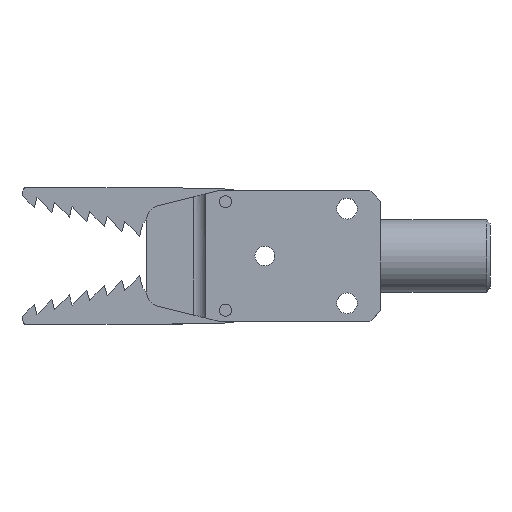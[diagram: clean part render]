
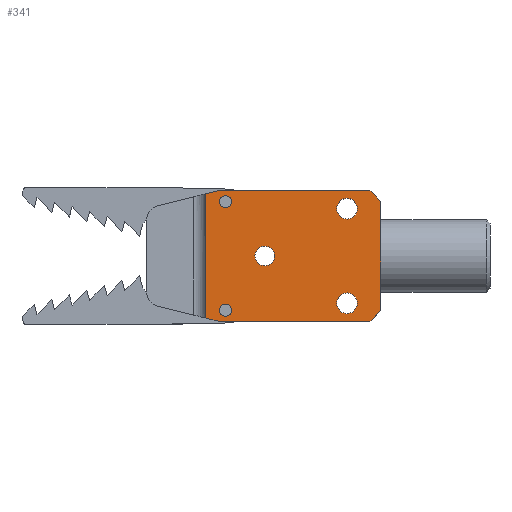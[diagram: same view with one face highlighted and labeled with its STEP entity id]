
A CAD part, top view. The second image highlights one B-rep face of the part: STEP entity #341.
In plain terms, the highlighted planar face has unit normal (0, 0, 1).
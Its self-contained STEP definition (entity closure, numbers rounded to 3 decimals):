
#341=ADVANCED_FACE('',(#708,#709,#710,#711,#712,#713),#714,.F.);
#708=FACE_BOUND('',#1908,.T.);
#709=FACE_BOUND('',#1909,.T.);
#710=FACE_BOUND('',#1910,.T.);
#711=FACE_BOUND('',#1911,.T.);
#712=FACE_BOUND('',#1912,.T.);
#713=FACE_OUTER_BOUND('',#1913,.T.);
#714=PLANE('',#1914);
#1908=EDGE_LOOP('',(#2510));
#1909=EDGE_LOOP('',(#2511));
#1910=EDGE_LOOP('',(#2512));
#1911=EDGE_LOOP('',(#2513));
#1912=EDGE_LOOP('',(#2514));
#1913=EDGE_LOOP('',(#2515,#2516,#2517,#2518,#2519,#2520,#2521,#2522,#2523));
#1914=AXIS2_PLACEMENT_3D('',#2524,#2525,#2526);
#2510=ORIENTED_EDGE('',*,*,#3309,.F.);
#2511=ORIENTED_EDGE('',*,*,#3310,.F.);
#2512=ORIENTED_EDGE('',*,*,#3311,.T.);
#2513=ORIENTED_EDGE('',*,*,#3312,.T.);
#2514=ORIENTED_EDGE('',*,*,#3313,.T.);
#2515=ORIENTED_EDGE('',*,*,#3314,.T.);
#2516=ORIENTED_EDGE('',*,*,#3315,.T.);
#2517=ORIENTED_EDGE('',*,*,#3316,.T.);
#2518=ORIENTED_EDGE('',*,*,#3317,.T.);
#2519=ORIENTED_EDGE('',*,*,#3318,.F.);
#2520=ORIENTED_EDGE('',*,*,#3319,.T.);
#2521=ORIENTED_EDGE('',*,*,#3320,.T.);
#2522=ORIENTED_EDGE('',*,*,#3321,.T.);
#2523=ORIENTED_EDGE('',*,*,#3322,.T.);
#2524=CARTESIAN_POINT('',(0.0,0.0,5.0));
#2525=DIRECTION('',(0.0,0.0,-1.0));
#2526=DIRECTION('',(0.0,-1.0,0.0));
#3309=EDGE_CURVE('',#3763,#3763,#3764,.F.);
#3310=EDGE_CURVE('',#3765,#3765,#3766,.F.);
#3311=EDGE_CURVE('',#3767,#3767,#3768,.T.);
#3312=EDGE_CURVE('',#3769,#3769,#3770,.T.);
#3313=EDGE_CURVE('',#3771,#3771,#3772,.T.);
#3314=EDGE_CURVE('',#3773,#3774,#3775,.T.);
#3315=EDGE_CURVE('',#3774,#3776,#3777,.T.);
#3316=EDGE_CURVE('',#3776,#3778,#3779,.T.);
#3317=EDGE_CURVE('',#3778,#3780,#3781,.T.);
#3318=EDGE_CURVE('',#3782,#3780,#3783,.T.);
#3319=EDGE_CURVE('',#3782,#3784,#3785,.T.);
#3320=EDGE_CURVE('',#3784,#3786,#3787,.T.);
#3321=EDGE_CURVE('',#3786,#3788,#3789,.T.);
#3322=EDGE_CURVE('',#3788,#3773,#3790,.T.);
#3763=VERTEX_POINT('',#4624);
#3764=CIRCLE('',#4625,0.825);
#3765=VERTEX_POINT('',#4626);
#3766=CIRCLE('',#4627,0.825);
#3767=VERTEX_POINT('',#4628);
#3768=CIRCLE('',#4629,1.425);
#3769=VERTEX_POINT('',#4630);
#3770=CIRCLE('',#4631,1.425);
#3771=VERTEX_POINT('',#4632);
#3772=CIRCLE('',#4633,1.35);
#3773=VERTEX_POINT('',#4634);
#3774=VERTEX_POINT('',#4635);
#3775=LINE('',#4636,#4637);
#3776=VERTEX_POINT('',#4638);
#3777=LINE('',#4639,#4640);
#3778=VERTEX_POINT('',#4641);
#3779=LINE('',#4642,#4643);
#3780=VERTEX_POINT('',#4644);
#3781=LINE('',#4645,#4646);
#3782=VERTEX_POINT('',#4647);
#3783=LINE('',#4648,#4649);
#3784=VERTEX_POINT('',#4650);
#3785=LINE('',#4651,#4652);
#3786=VERTEX_POINT('',#4653);
#3787=LINE('',#4654,#4655);
#3788=VERTEX_POINT('',#4656);
#3789=LINE('',#4657,#4658);
#3790=LINE('',#4659,#4660);
#4624=CARTESIAN_POINT('',(-9.975,7.45,5.0));
#4625=AXIS2_PLACEMENT_3D('',#5265,#5266,#5267);
#4626=CARTESIAN_POINT('',(-9.975,-7.45,5.0));
#4627=AXIS2_PLACEMENT_3D('',#5268,#5269,#5270);
#4628=CARTESIAN_POINT('',(6.125,-6.5,5.0));
#4629=AXIS2_PLACEMENT_3D('',#5271,#5272,#5273);
#4630=CARTESIAN_POINT('',(6.125,6.5,5.0));
#4631=AXIS2_PLACEMENT_3D('',#5274,#5275,#5276);
#4632=CARTESIAN_POINT('',(-5.1,0.0,5.0));
#4633=AXIS2_PLACEMENT_3D('',#5277,#5278,#5279);
#4634=CARTESIAN_POINT('',(12.2,0.,5.0));
#4635=CARTESIAN_POINT('',(12.2,7.5,5.0));
#4636=CARTESIAN_POINT('',(12.2,9.0,5.0));
#4637=VECTOR('',#5280,1.0);
#4638=CARTESIAN_POINT('',(10.7,9.0,5.0));
#4639=CARTESIAN_POINT('',(12.2,7.5,5.0));
#4640=VECTOR('',#5281,1.0);
#4641=CARTESIAN_POINT('',(-10.0,9.0,5.0));
#4642=CARTESIAN_POINT('',(-10.0,9.0,5.0));
#4643=VECTOR('',#5282,1.0);
#4644=CARTESIAN_POINT('',(-11.888,8.528,5.0));
#4645=CARTESIAN_POINT('',(-10.0,9.0,5.0));
#4646=VECTOR('',#5283,1.0);
#4647=CARTESIAN_POINT('',(-11.888,-8.528,5.0));
#4648=CARTESIAN_POINT('',(-11.888,-9.001,5.0));
#4649=VECTOR('',#5284,1.0);
#4650=CARTESIAN_POINT('',(-10.0,-9.0,5.0));
#4651=CARTESIAN_POINT('',(-10.0,-9.0,5.0));
#4652=VECTOR('',#5285,1.0);
#4653=CARTESIAN_POINT('',(10.7,-9.0,5.0));
#4654=CARTESIAN_POINT('',(-10.0,-9.0,5.0));
#4655=VECTOR('',#5286,1.0);
#4656=CARTESIAN_POINT('',(12.2,-7.5,5.0));
#4657=CARTESIAN_POINT('',(10.7,-9.0,5.0));
#4658=VECTOR('',#5287,1.0);
#4659=CARTESIAN_POINT('',(12.2,9.0,5.0));
#4660=VECTOR('',#5288,1.0);
#5265=CARTESIAN_POINT('',(-9.15,7.45,5.0));
#5266=DIRECTION('',(0.0,0.0,-1.0));
#5267=DIRECTION('',(-1.0,0.0,0.0));
#5268=CARTESIAN_POINT('',(-9.15,-7.45,5.0));
#5269=DIRECTION('',(0.0,0.0,-1.0));
#5270=DIRECTION('',(-1.0,0.0,0.0));
#5271=CARTESIAN_POINT('',(7.55,-6.5,5.0));
#5272=DIRECTION('',(0.0,0.0,-1.0));
#5273=DIRECTION('',(-1.0,0.0,0.0));
#5274=CARTESIAN_POINT('',(7.55,6.5,5.0));
#5275=DIRECTION('',(0.0,0.0,-1.0));
#5276=DIRECTION('',(-1.0,0.0,0.0));
#5277=CARTESIAN_POINT('',(-3.75,0.0,5.0));
#5278=DIRECTION('',(0.0,0.0,-1.0));
#5279=DIRECTION('',(-1.0,0.0,0.0));
#5280=DIRECTION('',(0.,1.0,0.0));
#5281=DIRECTION('',(-0.707,0.707,0.0));
#5282=DIRECTION('',(-1.0,0.,0.0));
#5283=DIRECTION('',(-0.97,-0.243,0.0));
#5284=DIRECTION('',(0.0,1.0,0.0));
#5285=DIRECTION('',(0.97,-0.243,0.0));
#5286=DIRECTION('',(1.0,0.,0.0));
#5287=DIRECTION('',(0.707,0.707,0.0));
#5288=DIRECTION('',(0.,1.0,0.0));
